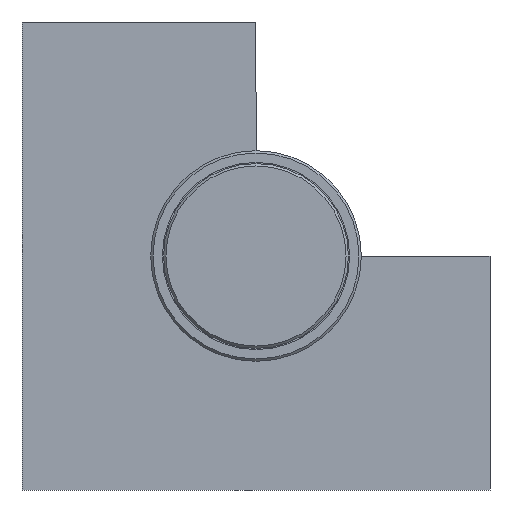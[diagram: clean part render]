
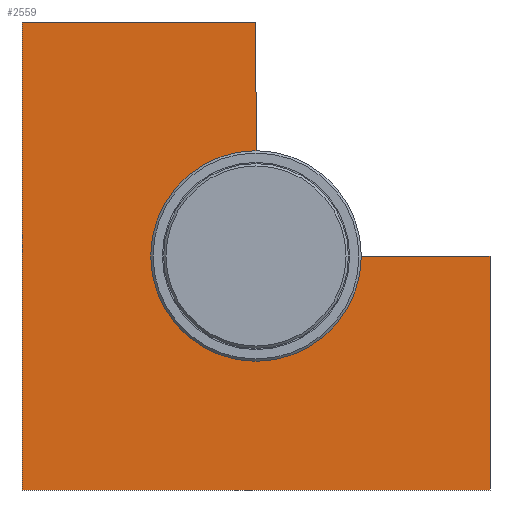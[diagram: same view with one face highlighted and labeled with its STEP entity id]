
A CAD part, front view. The second image highlights one B-rep face of the part: STEP entity #2559.
In plain terms, the highlighted planar face has unit normal (0, -1, 0).
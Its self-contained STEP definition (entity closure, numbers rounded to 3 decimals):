
#2559 = ADVANCED_FACE( '', ( #5209 ), #5210, .F. );
#5209 = FACE_OUTER_BOUND( '', #8132, .T. );
#5210 = PLANE( '', #8133 );
#8132 = EDGE_LOOP( '', ( #15286, #15287, #15288, #15289, #15290, #15291, #15292 ) );
#8133 = AXIS2_PLACEMENT_3D( '', #15293, #15294, #15295 );
#15286 = ORIENTED_EDGE( '', *, *, #20576, .T. );
#15287 = ORIENTED_EDGE( '', *, *, #18072, .T. );
#15288 = ORIENTED_EDGE( '', *, *, #18136, .T. );
#15289 = ORIENTED_EDGE( '', *, *, #17648, .T. );
#15290 = ORIENTED_EDGE( '', *, *, #20425, .T. );
#15291 = ORIENTED_EDGE( '', *, *, #20577, .T. );
#15292 = ORIENTED_EDGE( '', *, *, #19537, .T. );
#15293 = CARTESIAN_POINT( '', ( 0., 0., 0. ) );
#15294 = DIRECTION( '', ( 0., 1., 0. ) );
#15295 = DIRECTION( '', ( 0., 0., 1. ) );
#17648 = EDGE_CURVE( '', #21143, #21144, #21145, .T. );
#18072 = EDGE_CURVE( '', #21901, #21902, #21903, .T. );
#18136 = EDGE_CURVE( '', #21902, #21143, #22013, .T. );
#19537 = EDGE_CURVE( '', #24253, #24254, #24255, .T. );
#20425 = EDGE_CURVE( '', #21144, #25432, #25433, .T. );
#20576 = EDGE_CURVE( '', #24254, #21901, #25612, .T. );
#20577 = EDGE_CURVE( '', #25432, #24253, #25613, .T. );
#21143 = VERTEX_POINT( '', #26229 );
#21144 = VERTEX_POINT( '', #26230 );
#21145 = LINE( '', #26231, #26232 );
#21901 = VERTEX_POINT( '', #27319 );
#21902 = VERTEX_POINT( '', #27320 );
#21903 = LINE( '', #27321, #27322 );
#22013 = LINE( '', #27488, #27489 );
#24253 = VERTEX_POINT( '', #30797 );
#24254 = VERTEX_POINT( '', #30798 );
#24255 = LINE( '', #30799, #30800 );
#25432 = VERTEX_POINT( '', #32573 );
#25433 = LINE( '', #32574, #32575 );
#25612 = CIRCLE( '', #32846, 8. );
#25613 = LINE( '', #32847, #32848 );
#26229 = CARTESIAN_POINT( '', ( -20., 0., 20. ) );
#26230 = CARTESIAN_POINT( '', ( -20., 0., -20. ) );
#26231 = CARTESIAN_POINT( '', ( -20., 0., 20. ) );
#26232 = VECTOR( '', #33570, 1000. );
#27319 = CARTESIAN_POINT( '', ( 0., 0., 8. ) );
#27320 = CARTESIAN_POINT( '', ( 0., 0., 20. ) );
#27321 = CARTESIAN_POINT( '', ( 0., 0., 8. ) );
#27322 = VECTOR( '', #34042, 1000. );
#27488 = CARTESIAN_POINT( '', ( 0., 0., 20. ) );
#27489 = VECTOR( '', #34106, 1000. );
#30797 = CARTESIAN_POINT( '', ( 20., 0., 0. ) );
#30798 = CARTESIAN_POINT( '', ( 8., 0., 0. ) );
#30799 = CARTESIAN_POINT( '', ( 20., 0., 0. ) );
#30800 = VECTOR( '', #35562, 1000. );
#32573 = CARTESIAN_POINT( '', ( 20., 0., -20. ) );
#32574 = CARTESIAN_POINT( '', ( -20., 0., -20. ) );
#32575 = VECTOR( '', #36372, 1000. );
#32846 = AXIS2_PLACEMENT_3D( '', #36506, #36507, #36508 );
#32847 = CARTESIAN_POINT( '', ( 20., 0., -20. ) );
#32848 = VECTOR( '', #36509, 1000. );
#33570 = DIRECTION( '', ( 0., 0., -1. ) );
#34042 = DIRECTION( '', ( 0., 0., 1. ) );
#34106 = DIRECTION( '', ( -1., 0., 0. ) );
#35562 = DIRECTION( '', ( -1., 0., 0. ) );
#36372 = DIRECTION( '', ( 1., 0., 0. ) );
#36506 = CARTESIAN_POINT( '', ( 0., 0., 0. ) );
#36507 = DIRECTION( '', ( 0., 1., 0. ) );
#36508 = DIRECTION( '', ( 1., 0., 0. ) );
#36509 = DIRECTION( '', ( 0., 0., 1. ) );
